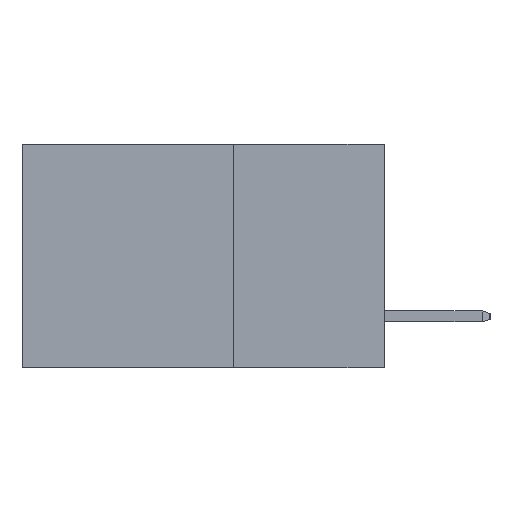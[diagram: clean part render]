
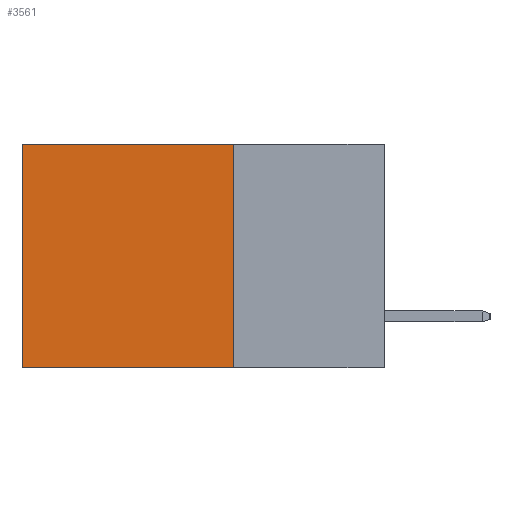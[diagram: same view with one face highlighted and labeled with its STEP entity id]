
A CAD part, left-side view. The second image highlights one B-rep face of the part: STEP entity #3561.
In plain terms, the highlighted planar face has unit normal (-1, 0, 0).
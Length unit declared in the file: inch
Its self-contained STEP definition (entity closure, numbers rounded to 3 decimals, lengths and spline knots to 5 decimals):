
#295 = VERTEX_POINT ( 'NONE', #372 ) ;
#372 = CARTESIAN_POINT ( 'NONE',  ( 0.2615, 0.25, -0.37 ) ) ;
#846 = CARTESIAN_POINT ( 'NONE',  ( 0.2615, 0.6, 0. ) ) ;
#893 = CARTESIAN_POINT ( 'NONE',  ( 0.2615, 0.25, 0. ) ) ;
#1255 = DIRECTION ( 'NONE',  ( 0., 0., -1. ) ) ;
#1444 = ORIENTED_EDGE ( 'NONE', *, *, #17971, .F. ) ;
#1703 = EDGE_CURVE ( 'NONE', #10587, #12603, #15169, .T. ) ;
#2095 = DIRECTION ( 'NONE',  ( 0., 1., 0. ) ) ;
#2611 = CARTESIAN_POINT ( 'NONE',  ( 0.2615, 0.25, -0.37 ) ) ;
#3267 = VECTOR ( 'NONE', #1255, 39.37008 ) ;
#3561 = ADVANCED_FACE ( 'NONE', ( #5951 ), #13935, .F. ) ;
#3919 = CARTESIAN_POINT ( 'NONE',  ( 0.2615, 0.6, -0.37 ) ) ;
#5408 = EDGE_CURVE ( 'NONE', #295, #12056, #7820, .T. ) ;
#5454 = CARTESIAN_POINT ( 'NONE',  ( 0.2615, 0.25, 0. ) ) ;
#5951 = FACE_OUTER_BOUND ( 'NONE', #11293, .T. ) ;
#6847 = DIRECTION ( 'NONE',  ( 0., 1., 0. ) ) ;
#6914 = CARTESIAN_POINT ( 'NONE',  ( 0.2615, 0.25, -0.37 ) ) ;
#7254 = ORIENTED_EDGE ( 'NONE', *, *, #5408, .F. ) ;
#7760 = VECTOR ( 'NONE', #6847, 39.37008 ) ;
#7820 = LINE ( 'NONE', #2611, #14810 ) ;
#8317 = ORIENTED_EDGE ( 'NONE', *, *, #1703, .T. ) ;
#8503 = VECTOR ( 'NONE', #16550, 39.37008 ) ;
#10587 = VERTEX_POINT ( 'NONE', #893 ) ;
#11293 = EDGE_LOOP ( 'NONE', ( #13031, #7254, #1444, #8317 ) ) ;
#12056 = VERTEX_POINT ( 'NONE', #3919 ) ;
#12603 = VERTEX_POINT ( 'NONE', #846 ) ;
#13031 = ORIENTED_EDGE ( 'NONE', *, *, #13313, .T. ) ;
#13313 = EDGE_CURVE ( 'NONE', #12603, #12056, #15869, .T. ) ;
#13396 = AXIS2_PLACEMENT_3D ( 'NONE', #15097, #15088, #14735 ) ;
#13935 = PLANE ( 'NONE',  #13396 ) ;
#14002 = LINE ( 'NONE', #6914, #3267 ) ;
#14735 = DIRECTION ( 'NONE',  ( 0., 0., -1. ) ) ;
#14810 = VECTOR ( 'NONE', #2095, 39.37008 ) ;
#15088 = DIRECTION ( 'NONE',  ( 1., 0., 0. ) ) ;
#15097 = CARTESIAN_POINT ( 'NONE',  ( 0.2615, 0.25, -0.37 ) ) ;
#15169 = LINE ( 'NONE', #5454, #7760 ) ;
#15189 = CARTESIAN_POINT ( 'NONE',  ( 0.2615, 0.6, -0.37 ) ) ;
#15869 = LINE ( 'NONE', #15189, #8503 ) ;
#16550 = DIRECTION ( 'NONE',  ( 0., 0., -1. ) ) ;
#17971 = EDGE_CURVE ( 'NONE', #10587, #295, #14002, .T. ) ;
